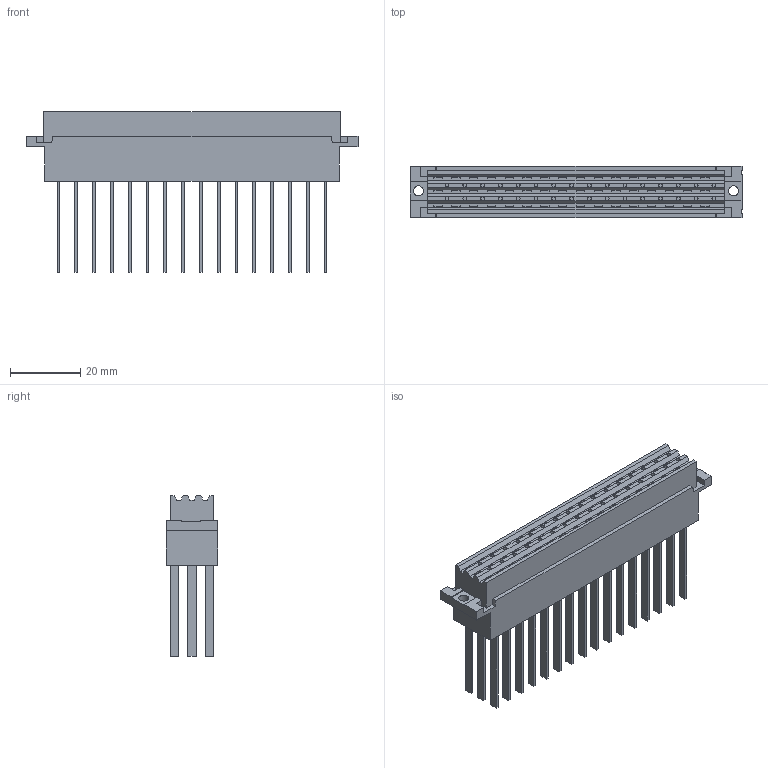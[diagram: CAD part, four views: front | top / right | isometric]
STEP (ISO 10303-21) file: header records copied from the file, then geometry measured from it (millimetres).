
FILE_DESCRIPTION(('STEP AP242'),'1');
FILE_NAME('2-166010-1.stp','2025-09-10T02:15:53',('TraceParts'),('TraceParts S.A.'),'Spatial InterOp 3D',' ',' ');
FILE_SCHEMA(('AP242_MANAGED_MODEL_BASED_3D_ENGINEERING_MIM_LF {1 0 10303 442 1 1 4}'));
Length unit declared in the file: millimetre
Products named in the file (1): C-2-166010-1
Bounding box: 94.79 x 14.7 x 45.79 mm (x, y, z)
Volume: 25137.3 mm3; surface area: 15226.4 mm2
Topology: 1 solids, 1 shells, 642 faces, 1536 edges, 1024 vertices
Faces by surface type: plane 574, cylinder 68
Entity records: 18360 total; most frequent: CARTESIAN_POINT 3203, ORIENTED_EDGE 3072, DIRECTION 2958, EDGE_CURVE 1536, LINE 1400, VECTOR 1400, VERTEX_POINT 1024, AXIS2_PLACEMENT_3D 779
